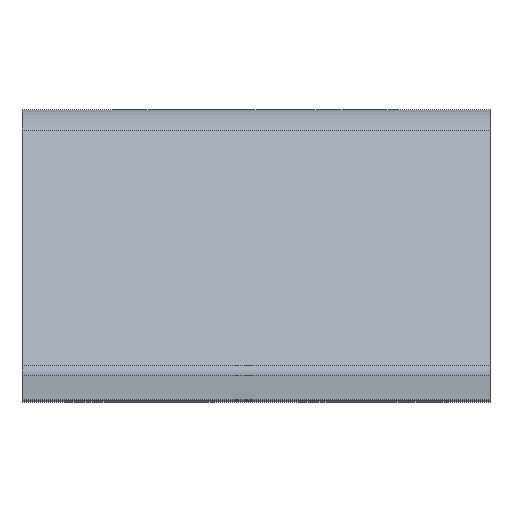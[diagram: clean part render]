
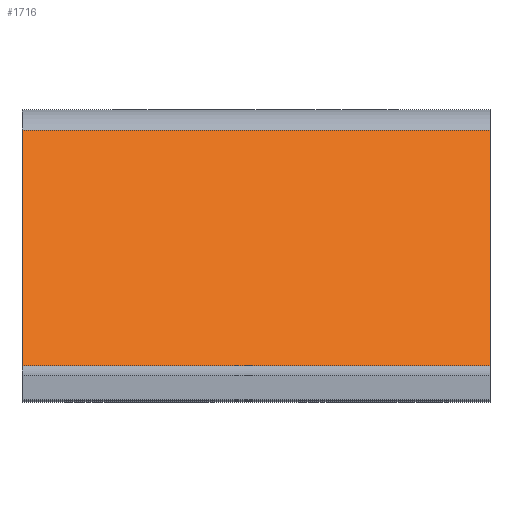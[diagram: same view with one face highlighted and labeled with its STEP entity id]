
A CAD part, top view. The second image highlights one B-rep face of the part: STEP entity #1716.
In plain terms, the highlighted planar face has unit normal (0, 0.574, 0.819).
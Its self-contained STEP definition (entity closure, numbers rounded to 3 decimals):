
#445=DIRECTION('',(0.,-0.819,0.574));
#446=VECTOR('',#445,30.732);
#447=CARTESIAN_POINT('',(-25.,0.383,31.553));
#448=LINE('',#447,#446);
#463=DIRECTION('',(-1.,0.,0.));
#464=VECTOR('',#463,50.);
#465=CARTESIAN_POINT('',(25.,-24.791,49.18));
#466=LINE('',#465,#464);
#481=DIRECTION('',(0.,-0.819,0.574));
#482=VECTOR('',#481,30.732);
#483=CARTESIAN_POINT('',(25.,0.383,31.553));
#484=LINE('',#483,#482);
#493=DIRECTION('',(-1.,0.,0.));
#494=VECTOR('',#493,50.);
#495=CARTESIAN_POINT('',(25.,0.383,31.553));
#496=LINE('',#495,#494);
#758=CARTESIAN_POINT('',(25.,0.383,31.553));
#760=VERTEX_POINT('',#758);
#762=CARTESIAN_POINT('',(-25.,0.383,31.553));
#764=VERTEX_POINT('',#762);
#789=CARTESIAN_POINT('',(25.,-24.791,49.18));
#790=VERTEX_POINT('',#789);
#791=CARTESIAN_POINT('',(-25.,-24.791,49.18));
#792=VERTEX_POINT('',#791);
#1705=CARTESIAN_POINT('',(25.,0.383,31.553));
#1706=DIRECTION('',(0.,-0.574,-0.819));
#1707=DIRECTION('',(0.,-0.819,0.574));
#1708=AXIS2_PLACEMENT_3D('',#1705,#1706,#1707);
#1709=PLANE('',#1708);
#1710=ORIENTED_EDGE('',*,*,#1671,.T.);
#1711=ORIENTED_EDGE('',*,*,#1641,.F.);
#1712=ORIENTED_EDGE('',*,*,#980,.F.);
#1713=ORIENTED_EDGE('',*,*,#1697,.T.);
#1714=EDGE_LOOP('',(#1710,#1711,#1712,#1713));
#1715=FACE_OUTER_BOUND('',#1714,.F.);
#1716=ADVANCED_FACE('',(#1715),#1709,.F.);
#980=EDGE_CURVE('',#760,#764,#496,.T.);
#1641=EDGE_CURVE('',#764,#792,#448,.T.);
#1671=EDGE_CURVE('',#790,#792,#466,.T.);
#1697=EDGE_CURVE('',#760,#790,#484,.T.);
